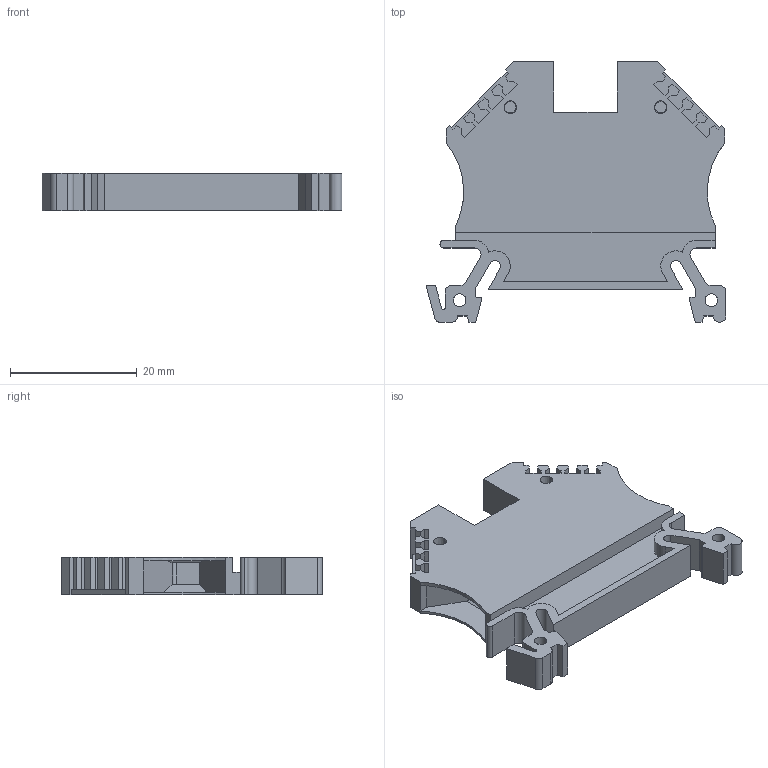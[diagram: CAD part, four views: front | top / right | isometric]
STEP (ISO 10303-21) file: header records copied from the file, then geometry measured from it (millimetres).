
FILE_DESCRIPTION (( 'STEP AP214' ), '1' );
FILE_NAME ('43407_DN-T10-41GRY.STEP', '2014-05-28T13:48:30', ( '' ), ( '' ), 'SwSTEP 2.0', 'SolidWorks 2013', '' );
FILE_SCHEMA (( 'AUTOMOTIVE_DESIGN' ));
Length unit declared in the file: millimetre
Products named in the file (1): 43407_DN-T10-41GRY
Bounding box: 47.4 x 41.2 x 6 mm (x, y, z)
Volume: 5485.7 mm3; surface area: 5482.4 mm2
Topology: 1 solids, 1 shells, 233 faces, 680 edges, 436 vertices
Faces by surface type: plane 172, cylinder 41, bspline 12, cone 8
Entity records: 10735 total; most frequent: CARTESIAN_POINT 2361, ORIENTED_EDGE 1312, DIRECTION 1096, EDGE_CURVE 656, VECTOR 458, LINE 458, VERTEX_POINT 436, AXIS2_PLACEMENT_3D 319
